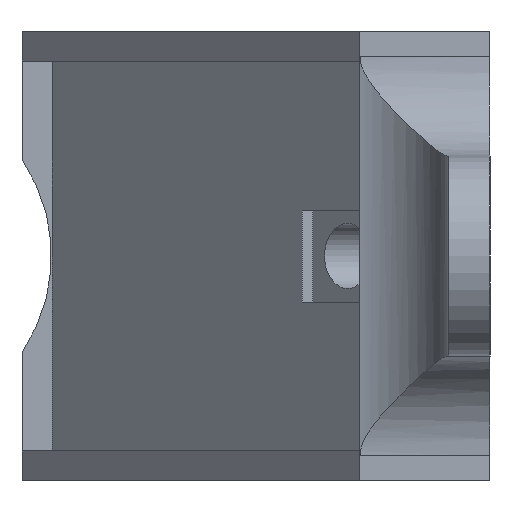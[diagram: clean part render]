
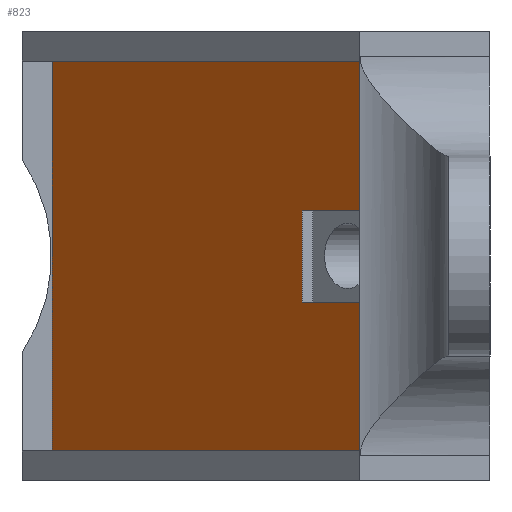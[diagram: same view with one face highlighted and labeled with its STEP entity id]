
A CAD part, left-side view. The second image highlights one B-rep face of the part: STEP entity #823.
In plain terms, the highlighted planar face has unit normal (-0.707, 0.707, 0).
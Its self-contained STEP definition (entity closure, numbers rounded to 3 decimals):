
#19=FACE_BOUND('',#149,.T.);
#36=PLANE('',#914);
#101=FACE_OUTER_BOUND('',#148,.T.);
#148=EDGE_LOOP('',(#729,#730,#731,#732));
#149=EDGE_LOOP('',(#733,#734,#735,#736));
#215=LINE('',#1406,#299);
#219=LINE('',#1414,#303);
#222=LINE('',#1420,#306);
#225=LINE('',#1425,#309);
#227=LINE('',#1431,#311);
#228=LINE('',#1433,#312);
#229=LINE('',#1435,#313);
#230=LINE('',#1436,#314);
#299=VECTOR('',#1094,10.);
#303=VECTOR('',#1100,10.);
#306=VECTOR('',#1105,10.);
#309=VECTOR('',#1110,10.);
#311=VECTOR('',#1116,10.);
#312=VECTOR('',#1117,10.);
#313=VECTOR('',#1118,10.);
#314=VECTOR('',#1119,10.);
#415=VERTEX_POINT('',#1404);
#416=VERTEX_POINT('',#1405);
#419=VERTEX_POINT('',#1413);
#421=VERTEX_POINT('',#1419);
#423=VERTEX_POINT('',#1429);
#424=VERTEX_POINT('',#1430);
#425=VERTEX_POINT('',#1432);
#426=VERTEX_POINT('',#1434);
#521=EDGE_CURVE('',#415,#416,#215,.T.);
#525=EDGE_CURVE('',#419,#415,#219,.T.);
#528=EDGE_CURVE('',#421,#419,#222,.T.);
#531=EDGE_CURVE('',#416,#421,#225,.T.);
#533=EDGE_CURVE('',#423,#424,#227,.T.);
#534=EDGE_CURVE('',#424,#425,#228,.T.);
#535=EDGE_CURVE('',#425,#426,#229,.T.);
#536=EDGE_CURVE('',#423,#426,#230,.T.);
#729=ORIENTED_EDGE('',*,*,#533,.T.);
#730=ORIENTED_EDGE('',*,*,#534,.T.);
#731=ORIENTED_EDGE('',*,*,#535,.T.);
#732=ORIENTED_EDGE('',*,*,#536,.F.);
#733=ORIENTED_EDGE('',*,*,#521,.T.);
#734=ORIENTED_EDGE('',*,*,#531,.T.);
#735=ORIENTED_EDGE('',*,*,#528,.T.);
#736=ORIENTED_EDGE('',*,*,#525,.T.);
#823=ADVANCED_FACE('',(#101,#19),#36,.T.);
#914=AXIS2_PLACEMENT_3D('',#1428,#1114,#1115);
#1094=DIRECTION('',(0.,0.,-1.));
#1100=DIRECTION('',(-0.707,-0.707,0.));
#1105=DIRECTION('',(0.,0.,1.));
#1110=DIRECTION('',(0.707,0.707,0.));
#1114=DIRECTION('center_axis',(-0.707,0.707,0.));
#1115=DIRECTION('ref_axis',(-0.707,-0.707,0.));
#1116=DIRECTION('',(-0.707,-0.707,0.));
#1117=DIRECTION('',(0.,0.,1.));
#1118=DIRECTION('',(0.707,0.707,0.));
#1119=DIRECTION('',(0.,0.,1.));
#1404=CARTESIAN_POINT('',(1.838,11.838,27.1));
#1405=CARTESIAN_POINT('',(1.838,11.838,17.9));
#1406=CARTESIAN_POINT('',(1.838,11.838,13.55));
#1413=CARTESIAN_POINT('',(8.768,18.768,27.1));
#1414=CARTESIAN_POINT('',(21.284,31.284,27.1));
#1419=CARTESIAN_POINT('',(8.768,18.768,17.9));
#1420=CARTESIAN_POINT('',(8.768,18.768,8.95));
#1425=CARTESIAN_POINT('',(17.819,27.819,17.9));
#1428=CARTESIAN_POINT('Origin',(33.8,43.8,0.));
#1429=CARTESIAN_POINT('',(33.8,43.8,3.));
#1430=CARTESIAN_POINT('',(0.,10.,3.));
#1431=CARTESIAN_POINT('',(25.369,35.369,3.));
#1432=CARTESIAN_POINT('',(0.,10.,42.));
#1433=CARTESIAN_POINT('',(0.,10.,0.));
#1434=CARTESIAN_POINT('',(33.8,43.8,42.));
#1435=CARTESIAN_POINT('',(25.369,35.369,42.));
#1436=CARTESIAN_POINT('',(33.8,43.8,0.));
